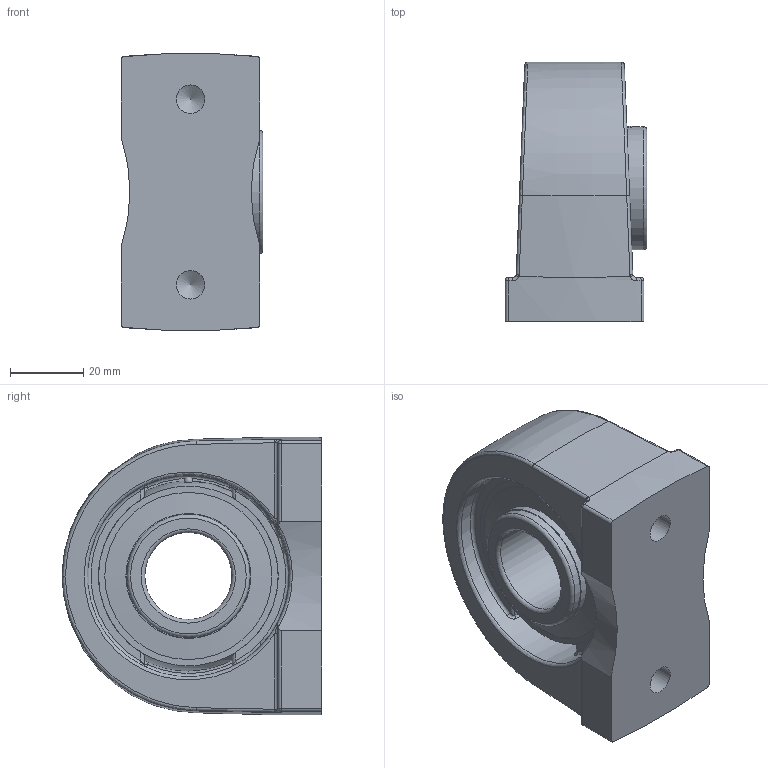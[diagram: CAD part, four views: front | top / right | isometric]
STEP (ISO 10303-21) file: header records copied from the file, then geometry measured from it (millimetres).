
FILE_DESCRIPTION(/* description */ ('Alibre Inc.'),/* implementation_level */ '2;1');
FILE_NAME(/* name */ 'export-31FE07F6-96FE-49B3-883E-C8A7A383737D',/* time_stamp */ '2020-05-18T14:43:48-07:00',/* author */ (''),/* organization */ (''),/* preprocessor_version */ 'ST-DEVELOPER v17',/* originating_system */ 'Alibre',/* authorisation */ '');
FILE_SCHEMA (('CONFIG_CONTROL_DESIGN'));
Length unit declared in the file: inch
Bounding box: 38.8 x 71 x 76 mm (x, y, z)
Volume: 100848.6 mm3; surface area: 38385.2 mm2
Topology: 16 solids, 16 shells, 166 faces, 406 edges, 246 vertices
Faces by surface type: cylinder 47, plane 47, bspline 25, sphere 20, torus 17, cone 10
Full cylindrical faces by diameter (mm): 4.917 x4, 7.798 x2, 23.813 x1, 33.655 x2, 33.68 x2, 34.188 x2, 45.72 x4, 55.143 x2, 60.25 x1
Entity records: 8599 total; most frequent: CARTESIAN_POINT 4851, ORIENTED_EDGE 584, DIRECTION 558, EDGE_CURVE 292, AXIS2_PLACEMENT_3D 266, FACE_BOUND 208, VERTEX_POINT 206, EDGE_LOOP 197
